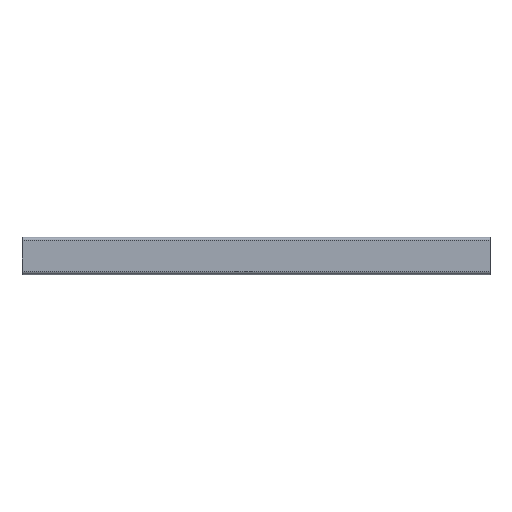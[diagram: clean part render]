
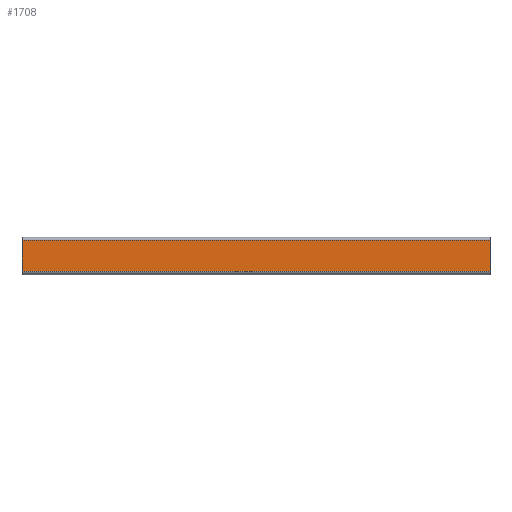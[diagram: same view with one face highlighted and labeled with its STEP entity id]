
A CAD part, top view. The second image highlights one B-rep face of the part: STEP entity #1708.
In plain terms, the highlighted planar face has unit normal (0, 0, 1).
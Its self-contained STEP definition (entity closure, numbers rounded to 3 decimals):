
#6 = EDGE_CURVE ( 'NONE', #4175, #4165, #814, .T. ) ;
#162 = CARTESIAN_POINT ( 'NONE',  ( 500., 16.5, 1240. ) ) ;
#193 = VERTEX_POINT ( 'NONE', #1722 ) ;
#529 = CARTESIAN_POINT ( 'NONE',  ( 500., -16.5, 1240. ) ) ;
#547 = EDGE_CURVE ( 'NONE', #4165, #2493, #1345, .T. ) ;
#660 = CARTESIAN_POINT ( 'NONE',  ( 500., 16.5, 1240. ) ) ;
#748 = EDGE_LOOP ( 'NONE', ( #3102, #3442, #1744, #3686 ) ) ;
#814 = LINE ( 'NONE', #4461, #3818 ) ;
#991 = CARTESIAN_POINT ( 'NONE',  ( 0., 16.5, 1240. ) ) ;
#1049 = DIRECTION ( 'NONE',  ( -1., 0., 0. ) ) ;
#1197 = VECTOR ( 'NONE', #4580, 1000. ) ;
#1345 = LINE ( 'NONE', #1695, #2280 ) ;
#1500 = VECTOR ( 'NONE', #3230, 1000. ) ;
#1695 = CARTESIAN_POINT ( 'NONE',  ( 500., -16.5, 1240. ) ) ;
#1708 = ADVANCED_FACE ( 'NONE', ( #4312 ), #3946, .F. ) ;
#1722 = CARTESIAN_POINT ( 'NONE',  ( 0., 16.5, 1240. ) ) ;
#1744 = ORIENTED_EDGE ( 'NONE', *, *, #6, .F. ) ;
#1766 = CARTESIAN_POINT ( 'NONE',  ( 500., 16.5, 1240. ) ) ;
#2280 = VECTOR ( 'NONE', #4684, 1000. ) ;
#2459 = LINE ( 'NONE', #1766, #1500 ) ;
#2493 = VERTEX_POINT ( 'NONE', #3591 ) ;
#2700 = LINE ( 'NONE', #991, #1197 ) ;
#3102 = ORIENTED_EDGE ( 'NONE', *, *, #4621, .T. ) ;
#3226 = DIRECTION ( 'NONE',  ( 0., 0., -1. ) ) ;
#3230 = DIRECTION ( 'NONE',  ( -1., 0., 0. ) ) ;
#3442 = ORIENTED_EDGE ( 'NONE', *, *, #547, .F. ) ;
#3591 = CARTESIAN_POINT ( 'NONE',  ( 0., -16.5, 1240. ) ) ;
#3686 = ORIENTED_EDGE ( 'NONE', *, *, #3918, .T. ) ;
#3783 = DIRECTION ( 'NONE',  ( 0., -1., 0. ) ) ;
#3818 = VECTOR ( 'NONE', #3783, 1000. ) ;
#3918 = EDGE_CURVE ( 'NONE', #4175, #193, #2459, .T. ) ;
#3946 = PLANE ( 'NONE',  #3994 ) ;
#3994 = AXIS2_PLACEMENT_3D ( 'NONE', #660, #3226, #1049 ) ;
#4165 = VERTEX_POINT ( 'NONE', #529 ) ;
#4175 = VERTEX_POINT ( 'NONE', #162 ) ;
#4312 = FACE_OUTER_BOUND ( 'NONE', #748, .T. ) ;
#4461 = CARTESIAN_POINT ( 'NONE',  ( 500., 16.5, 1240. ) ) ;
#4580 = DIRECTION ( 'NONE',  ( 0., -1., 0. ) ) ;
#4621 = EDGE_CURVE ( 'NONE', #193, #2493, #2700, .T. ) ;
#4684 = DIRECTION ( 'NONE',  ( -1., 0., 0. ) ) ;
